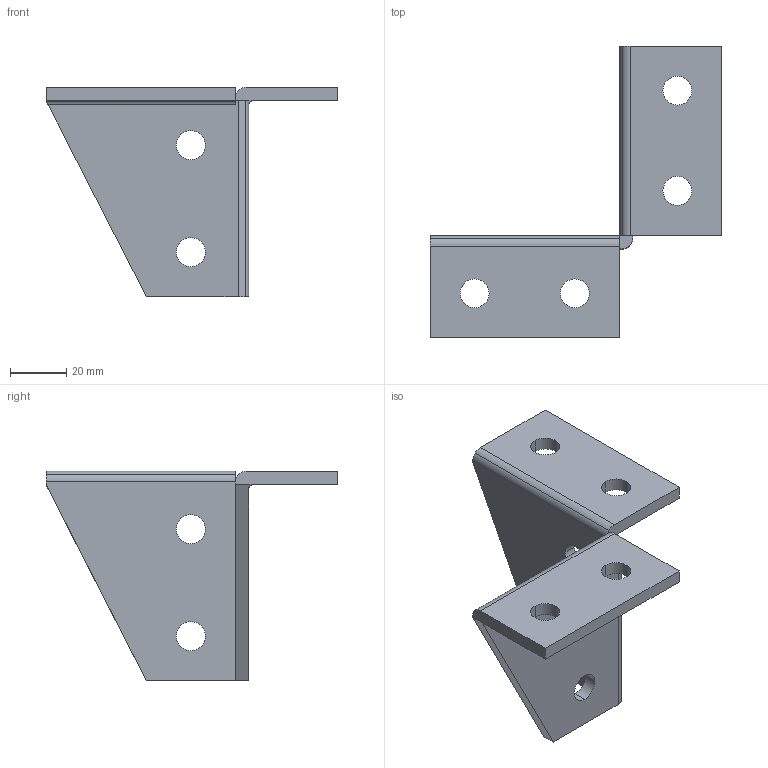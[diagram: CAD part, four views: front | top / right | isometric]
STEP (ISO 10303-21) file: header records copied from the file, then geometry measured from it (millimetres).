
FILE_DESCRIPTION(('TurboCAD Mac Pro'),'Build 980');
FILE_NAME('A2084.stp',' ',(''),(''),'ACIS Interop','IMSI','TurboCAD Mac Pro BY IMSI, INCORPORATED');
FILE_SCHEMA(('automotive_design'));
Length unit declared in the file: inch
Products named in the file (1): 1
Bounding box: 103.98 x 103.98 x 74.61 mm (x, y, z)
Volume: 54311.5 mm3; surface area: 26271.4 mm2
Topology: 1 solids, 1 shells, 60 faces, 169 edges, 111 vertices
Faces by surface type: bspline 32, plane 18, cylinder 10
Entity records: 2958 total; most frequent: CARTESIAN_POINT 757, ORIENTED_EDGE 340, DIRECTION 183, EDGE_CURVE 169, STYLED_ITEM 124, PRESENTATION_STYLE_ASSIGNMENT 124, COLOUR_RGB 124, VERTEX_POINT 111
